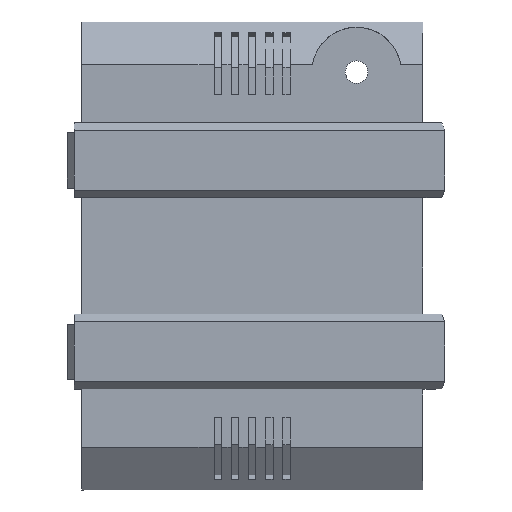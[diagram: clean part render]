
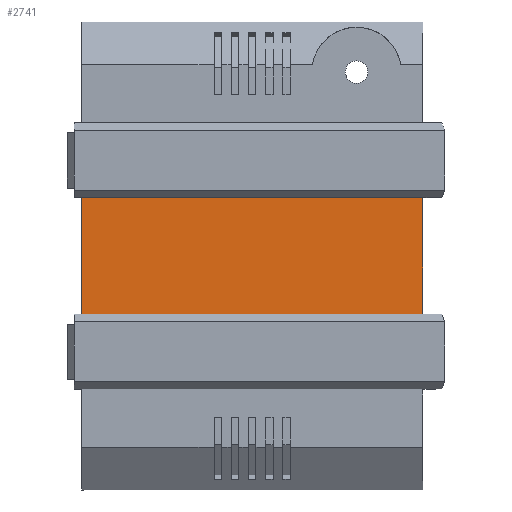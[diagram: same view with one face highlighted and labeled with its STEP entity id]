
A CAD part, top view. The second image highlights one B-rep face of the part: STEP entity #2741.
In plain terms, the highlighted planar face has unit normal (0, 0, 1).
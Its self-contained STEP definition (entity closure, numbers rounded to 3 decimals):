
#51 = VERTEX_POINT ( 'NONE', #2101 ) ;
#201 = CARTESIAN_POINT ( 'NONE',  ( 54.125, -19.769, 7. ) ) ;
#298 = DIRECTION ( 'NONE',  ( 0., 1., 0. ) ) ;
#372 = EDGE_LOOP ( 'NONE', ( #3374, #4054, #4402, #1210 ) ) ;
#424 = EDGE_CURVE ( 'NONE', #51, #1159, #1694, .T. ) ;
#585 = CARTESIAN_POINT ( 'NONE',  ( 8.475, 19.325, 7. ) ) ;
#615 = FACE_OUTER_BOUND ( 'NONE', #372, .T. ) ;
#860 = CARTESIAN_POINT ( 'NONE',  ( 57.125, -4.181, 7. ) ) ;
#925 = DIRECTION ( 'NONE',  ( -1., 0., 0. ) ) ;
#988 = VECTOR ( 'NONE', #925, 1000. ) ;
#1067 = VECTOR ( 'NONE', #298, 1000. ) ;
#1159 = VERTEX_POINT ( 'NONE', #201 ) ;
#1210 = ORIENTED_EDGE ( 'NONE', *, *, #1709, .T. ) ;
#1325 = LINE ( 'NONE', #1684, #3994 ) ;
#1330 = VERTEX_POINT ( 'NONE', #3507 ) ;
#1362 = DIRECTION ( 'NONE',  ( 1., 0., 0. ) ) ;
#1609 = EDGE_CURVE ( 'NONE', #2748, #1330, #1629, .T. ) ;
#1629 = LINE ( 'NONE', #860, #988 ) ;
#1684 = CARTESIAN_POINT ( 'NONE',  ( 8.475, -43.275, 7. ) ) ;
#1694 = LINE ( 'NONE', #4579, #4286 ) ;
#1709 = EDGE_CURVE ( 'NONE', #1159, #2748, #4290, .T. ) ;
#1813 = AXIS2_PLACEMENT_3D ( 'NONE', #585, #4558, #2072 ) ;
#2072 = DIRECTION ( 'NONE',  ( 0., 1., 0. ) ) ;
#2101 = CARTESIAN_POINT ( 'NONE',  ( 8.475, -19.769, 7. ) ) ;
#2125 = PLANE ( 'NONE',  #1813 ) ;
#2458 = CARTESIAN_POINT ( 'NONE',  ( 54.125, 19.325, 7. ) ) ;
#2741 = ADVANCED_FACE ( 'NONE', ( #615 ), #2125, .F. ) ;
#2748 = VERTEX_POINT ( 'NONE', #3479 ) ;
#2757 = DIRECTION ( 'NONE',  ( 0., -1., 0. ) ) ;
#3374 = ORIENTED_EDGE ( 'NONE', *, *, #1609, .T. ) ;
#3479 = CARTESIAN_POINT ( 'NONE',  ( 54.125, -4.181, 7. ) ) ;
#3507 = CARTESIAN_POINT ( 'NONE',  ( 8.475, -4.181, 7. ) ) ;
#3994 = VECTOR ( 'NONE', #2757, 1000. ) ;
#4054 = ORIENTED_EDGE ( 'NONE', *, *, #4354, .T. ) ;
#4286 = VECTOR ( 'NONE', #1362, 1000. ) ;
#4290 = LINE ( 'NONE', #2458, #1067 ) ;
#4354 = EDGE_CURVE ( 'NONE', #1330, #51, #1325, .T. ) ;
#4402 = ORIENTED_EDGE ( 'NONE', *, *, #424, .T. ) ;
#4558 = DIRECTION ( 'NONE',  ( 0., 0., -1. ) ) ;
#4579 = CARTESIAN_POINT ( 'NONE',  ( -2.705, -19.769, 7. ) ) ;
